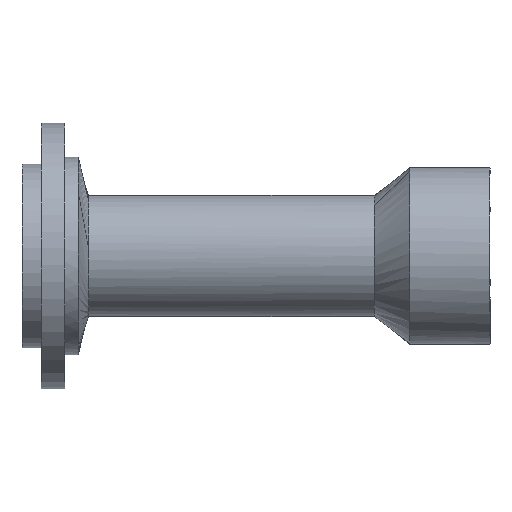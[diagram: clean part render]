
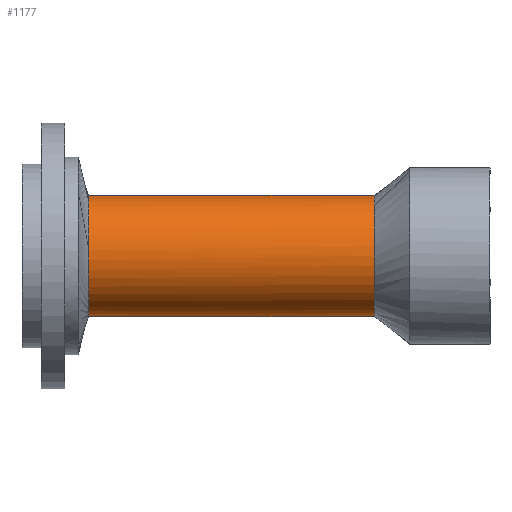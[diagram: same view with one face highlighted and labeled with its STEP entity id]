
A CAD part, left-side view. The second image highlights one B-rep face of the part: STEP entity #1177.
In plain terms, the highlighted free-form (B-spline) face has degree [2, 1] with [5, 2] control points.
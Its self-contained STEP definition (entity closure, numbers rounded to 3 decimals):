
#511 = VERTEX_POINT('',#512);
#512 = CARTESIAN_POINT('',(-6.115,-61.914,9.438)
  );
#517 = EDGE_CURVE('',#511,#518,#520,.T.);
#518 = VERTEX_POINT('',#519);
#519 = CARTESIAN_POINT('',(0.,-61.914,
    -11.246));
#520 = ( BOUNDED_CURVE() B_SPLINE_CURVE(2,(#521,#522,#523),
.UNSPECIFIED.,.F.,.F.) B_SPLINE_CURVE_WITH_KNOTS((3,3),(0.575,
3.142),.PIECEWISE_BEZIER_KNOTS.) CURVE() 
GEOMETRIC_REPRESENTATION_ITEM() RATIONAL_B_SPLINE_CURVE((1.,
0.284,1.)) REPRESENTATION_ITEM('') );
#521 = CARTESIAN_POINT('',(-6.115,-61.914,9.438)
  );
#522 = CARTESIAN_POINT('',(-38.037,-61.914,-11.246)
  );
#523 = CARTESIAN_POINT('',(0.,-61.914,
    -11.246));
#558 = EDGE_CURVE('',#518,#559,#561,.T.);
#559 = VERTEX_POINT('',#560);
#560 = CARTESIAN_POINT('',(0.,-8.845,
    -11.246));
#561 = B_SPLINE_CURVE_WITH_KNOTS('',1,(#562,#563),.UNSPECIFIED.,.F.,.F.,
  (2,2),(0.,42.),.PIECEWISE_BEZIER_KNOTS.);
#562 = CARTESIAN_POINT('',(0.,-61.914,
    -11.246));
#563 = CARTESIAN_POINT('',(0.,-8.845,
    -11.246));
#574 = VERTEX_POINT('',#575);
#575 = CARTESIAN_POINT('',(0.,-8.845,
    11.246));
#581 = EDGE_CURVE('',#582,#574,#584,.T.);
#582 = VERTEX_POINT('',#583);
#583 = CARTESIAN_POINT('',(0.,-61.914,11.246));
#584 = B_SPLINE_CURVE_WITH_KNOTS('',1,(#585,#586),.UNSPECIFIED.,.F.,.F.,
  (2,2),(0.,42.),.PIECEWISE_BEZIER_KNOTS.);
#585 = CARTESIAN_POINT('',(0.,-61.914,11.246));
#586 = CARTESIAN_POINT('',(0.,-8.845,11.246));
#619 = VERTEX_POINT('',#620);
#620 = CARTESIAN_POINT('',(-11.187,-8.845,
    1.143));
#625 = EDGE_CURVE('',#574,#619,#626,.T.);
#626 = ( BOUNDED_CURVE() B_SPLINE_CURVE(2,(#627,#628,#629),
.UNSPECIFIED.,.F.,.F.) B_SPLINE_CURVE_WITH_KNOTS((3,3),(3.142,
4.611),.PIECEWISE_BEZIER_KNOTS.) CURVE() 
GEOMETRIC_REPRESENTATION_ITEM() RATIONAL_B_SPLINE_CURVE((1.,
0.742,1.)) REPRESENTATION_ITEM('') );
#627 = CARTESIAN_POINT('',(0.,-8.845,
    11.246));
#628 = CARTESIAN_POINT('',(-10.155,-8.845,
    11.246));
#629 = CARTESIAN_POINT('',(-11.187,-8.845,
    1.143));
#1157 = EDGE_CURVE('',#619,#559,#1158,.T.);
#1158 = ( BOUNDED_CURVE() B_SPLINE_CURVE(2,(#1159,#1160,#1161),
.UNSPECIFIED.,.F.,.F.) B_SPLINE_CURVE_WITH_KNOTS((3,3),(4.611,
6.283),.PIECEWISE_BEZIER_KNOTS.) CURVE() 
GEOMETRIC_REPRESENTATION_ITEM() RATIONAL_B_SPLINE_CURVE((1.,
0.67,1.)) REPRESENTATION_ITEM('') );
#1159 = CARTESIAN_POINT('',(-11.187,-8.845,
    1.143));
#1160 = CARTESIAN_POINT('',(-12.453,-8.845,
    -11.246));
#1161 = CARTESIAN_POINT('',(0.,-8.845,
    -11.246));
#1177 = ADVANCED_FACE('',(#1178),#1191,.T.);
#1178 = FACE_BOUND('',#1179,.T.);
#1179 = EDGE_LOOP('',(#1180,#1181,#1182,#1188,#1189,#1190));
#1180 = ORIENTED_EDGE('',*,*,#558,.F.);
#1181 = ORIENTED_EDGE('',*,*,#517,.F.);
#1182 = ORIENTED_EDGE('',*,*,#1183,.F.);
#1183 = EDGE_CURVE('',#582,#511,#1184,.T.);
#1184 = ( BOUNDED_CURVE() B_SPLINE_CURVE(2,(#1185,#1186,#1187),
.UNSPECIFIED.,.F.,.F.) B_SPLINE_CURVE_WITH_KNOTS((3,3),(0.,
0.575),.PIECEWISE_BEZIER_KNOTS.) CURVE() 
GEOMETRIC_REPRESENTATION_ITEM() RATIONAL_B_SPLINE_CURVE((1.,
0.959,1.)) REPRESENTATION_ITEM('') );
#1185 = CARTESIAN_POINT('',(0.,-61.914,11.246));
#1186 = CARTESIAN_POINT('',(-3.325,-61.914,
    11.246));
#1187 = CARTESIAN_POINT('',(-6.115,-61.914,9.438
    ));
#1188 = ORIENTED_EDGE('',*,*,#581,.T.);
#1189 = ORIENTED_EDGE('',*,*,#625,.T.);
#1190 = ORIENTED_EDGE('',*,*,#1157,.T.);
#1191 = ( BOUNDED_SURFACE() B_SPLINE_SURFACE(2,1,(
    (#1192,#1193)
    ,(#1194,#1195)
    ,(#1196,#1197)
    ,(#1198,#1199)
    ,(#1200,#1201
)),.UNSPECIFIED.,.F.,.F.,.F.) B_SPLINE_SURFACE_WITH_KNOTS((3,2,3),(2,2),
  (3.142,4.712,6.283),(0.,42.),
.PIECEWISE_BEZIER_KNOTS.) GEOMETRIC_REPRESENTATION_ITEM() 
RATIONAL_B_SPLINE_SURFACE((
    (1.,1.)
    ,(0.707,0.707)
    ,(1.,1.)
    ,(0.707,0.707)
,(1.,1.))) REPRESENTATION_ITEM('') SURFACE() );
#1192 = CARTESIAN_POINT('',(0.,-61.914,
    -11.246));
#1193 = CARTESIAN_POINT('',(0.,-8.845,
    -11.246));
#1194 = CARTESIAN_POINT('',(-11.246,-61.914,-11.246)
  );
#1195 = CARTESIAN_POINT('',(-11.246,-8.845,
    -11.246));
#1196 = CARTESIAN_POINT('',(-11.246,-61.914,
    0.));
#1197 = CARTESIAN_POINT('',(-11.246,-8.845,
    0.));
#1198 = CARTESIAN_POINT('',(-11.246,-61.914,11.246
    ));
#1199 = CARTESIAN_POINT('',(-11.246,-8.845,
    11.246));
#1200 = CARTESIAN_POINT('',(0.,-61.914,
    11.246));
#1201 = CARTESIAN_POINT('',(0.,-8.845,
    11.246));
